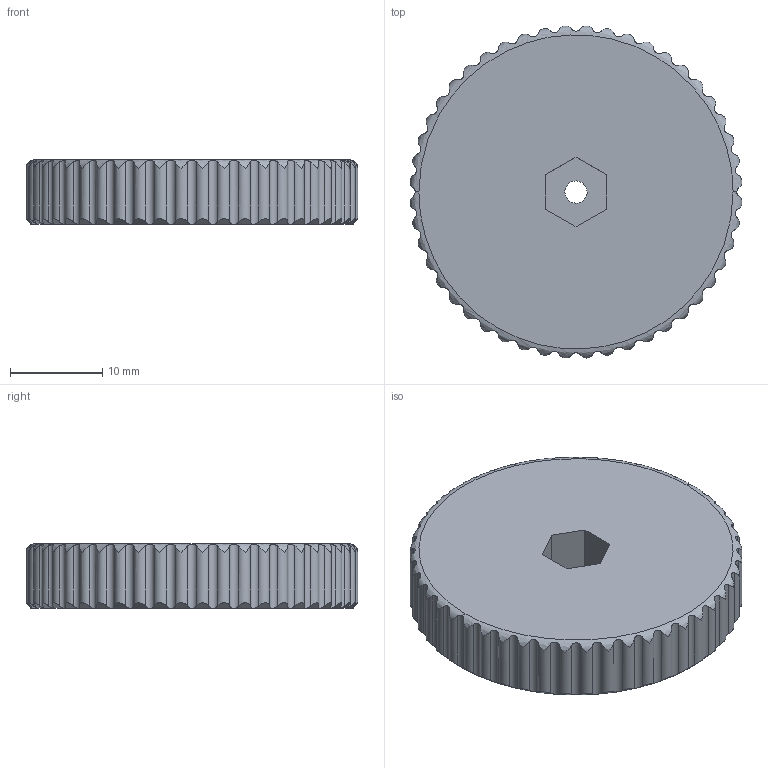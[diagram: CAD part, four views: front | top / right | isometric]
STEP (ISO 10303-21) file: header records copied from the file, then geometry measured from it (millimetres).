
FILE_DESCRIPTION(/* description */ (''),/* implementation_level */ '2;1');
FILE_NAME(/* name */ 'cap',/* time_stamp */ '2025-02-16T23:33:05+08:00',/* author */ (''),/* organization */ (''),/* preprocessor_version */ 'ST-DEVELOPER v16.5',/* originating_system */ '',/* authorisation */ '');
FILE_SCHEMA (('CONFIG_CONTROL_DESIGN'));
Length unit declared in the file: millimetre
Products named in the file (1): Document
Bounding box: 35.93 x 35.93 x 7 mm (x, y, z)
Volume: 3501.1 mm3; surface area: 3641.3 mm2
Topology: 1 solids, 1 shells, 178 faces, 511 edges, 338 vertices
Faces by surface type: cylinder 106, bspline 58, plane 14
Entity records: 13027 total; most frequent: CARTESIAN_POINT 9829, ORIENTED_EDGE 1022, EDGE_CURVE 511, VERTEX_POINT 338, B_SPLINE_CURVE_WITH_KNOTS 325, EDGE_LOOP 183, ADVANCED_FACE 178, FACE_OUTER_BOUND 178
